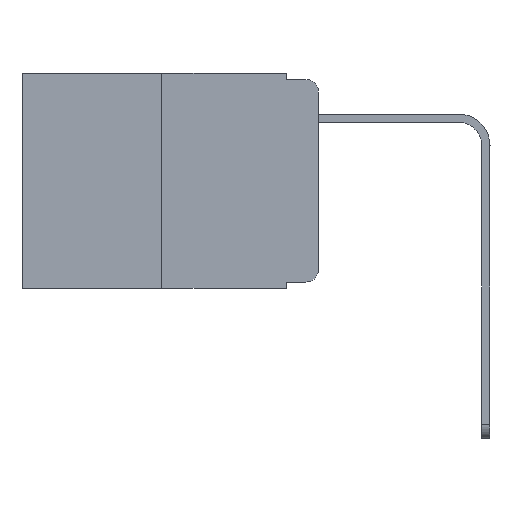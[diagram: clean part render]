
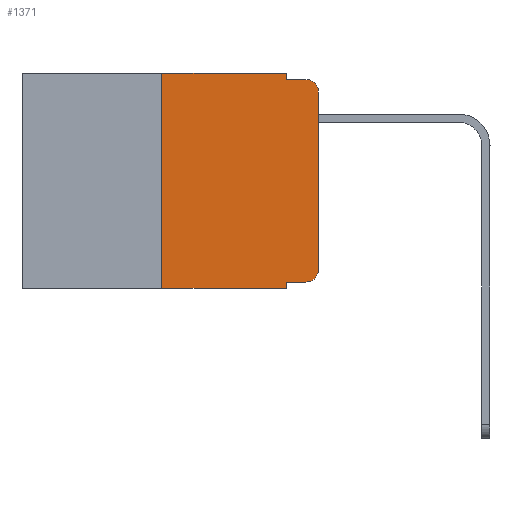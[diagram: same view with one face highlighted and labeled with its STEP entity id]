
A CAD part, left-side view. The second image highlights one B-rep face of the part: STEP entity #1371.
In plain terms, the highlighted planar face has unit normal (-1, 0, 0).
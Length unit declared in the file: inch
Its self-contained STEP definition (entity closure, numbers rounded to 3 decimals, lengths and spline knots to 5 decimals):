
#90 = VERTEX_POINT ( 'NONE', #2934 ) ;
#304 = PLANE ( 'NONE',  #9662 ) ;
#505 = EDGE_CURVE ( 'NONE', #2507, #12063, #4626, .T. ) ;
#579 = EDGE_CURVE ( 'NONE', #12305, #2507, #6565, .T. ) ;
#618 = LINE ( 'NONE', #7657, #5226 ) ;
#698 = ORIENTED_EDGE ( 'NONE', *, *, #12178, .T. ) ;
#775 = VERTEX_POINT ( 'NONE', #9705 ) ;
#1031 = EDGE_CURVE ( 'NONE', #90, #775, #2983, .T. ) ;
#1371 = ADVANCED_FACE ( 'NONE', ( #4458 ), #304, .F. ) ;
#1812 = DIRECTION ( 'NONE',  ( -1., 0., 0. ) ) ;
#2021 = ORIENTED_EDGE ( 'NONE', *, *, #5536, .F. ) ;
#2204 = VERTEX_POINT ( 'NONE', #4143 ) ;
#2283 = VECTOR ( 'NONE', #10528, 39.37008 ) ;
#2507 = VERTEX_POINT ( 'NONE', #10330 ) ;
#2512 = EDGE_LOOP ( 'NONE', ( #4727, #698, #11717, #12136, #5920, #2021, #4581, #4238, #12303, #8264 ) ) ;
#2672 = DIRECTION ( 'NONE',  ( 0., 0., -1. ) ) ;
#2934 = CARTESIAN_POINT ( 'NONE',  ( 0., 0.051, -0.333 ) ) ;
#2983 = LINE ( 'NONE', #9135, #11196 ) ;
#3073 = VERTEX_POINT ( 'NONE', #5257 ) ;
#3283 = DIRECTION ( 'NONE',  ( -1., 0., 0. ) ) ;
#3579 = EDGE_CURVE ( 'NONE', #12063, #11448, #5855, .T. ) ;
#3803 = DIRECTION ( 'NONE',  ( 0., -1., 0. ) ) ;
#3879 = DIRECTION ( 'NONE',  ( 0., 0., 1. ) ) ;
#4054 = CARTESIAN_POINT ( 'NONE',  ( 0., 0.02, -0.03 ) ) ;
#4057 = LINE ( 'NONE', #7964, #7955 ) ;
#4108 = DIRECTION ( 'NONE',  ( 0., 0., -1. ) ) ;
#4143 = CARTESIAN_POINT ( 'NONE',  ( 0., 0.25, -0.343 ) ) ;
#4162 = EDGE_CURVE ( 'NONE', #2204, #775, #8556, .T. ) ;
#4238 = ORIENTED_EDGE ( 'NONE', *, *, #1031, .F. ) ;
#4458 = FACE_OUTER_BOUND ( 'NONE', #2512, .T. ) ;
#4516 = CARTESIAN_POINT ( 'NONE',  ( 0., 0.02, -0.01 ) ) ;
#4581 = ORIENTED_EDGE ( 'NONE', *, *, #4162, .T. ) ;
#4626 = LINE ( 'NONE', #6438, #7329 ) ;
#4727 = ORIENTED_EDGE ( 'NONE', *, *, #8517, .T. ) ;
#5226 = VECTOR ( 'NONE', #11619, 39.37008 ) ;
#5257 = CARTESIAN_POINT ( 'NONE',  ( 0., 0.02, -0.333 ) ) ;
#5311 = DIRECTION ( 'NONE',  ( 0., 0., -1. ) ) ;
#5425 = VERTEX_POINT ( 'NONE', #8745 ) ;
#5536 = EDGE_CURVE ( 'NONE', #2204, #12305, #618, .T. ) ;
#5658 = LINE ( 'NONE', #11440, #8972 ) ;
#5855 = LINE ( 'NONE', #10457, #7663 ) ;
#5920 = ORIENTED_EDGE ( 'NONE', *, *, #579, .F. ) ;
#6206 = AXIS2_PLACEMENT_3D ( 'NONE', #4054, #3283, #9112 ) ;
#6350 = CARTESIAN_POINT ( 'NONE',  ( 0., 0., -0.313 ) ) ;
#6436 = CARTESIAN_POINT ( 'NONE',  ( 0., 0.25, 0. ) ) ;
#6438 = CARTESIAN_POINT ( 'NONE',  ( 0., 0.051, 0. ) ) ;
#6509 = AXIS2_PLACEMENT_3D ( 'NONE', #6587, #1812, #2672 ) ;
#6565 = LINE ( 'NONE', #6631, #11937 ) ;
#6587 = CARTESIAN_POINT ( 'NONE',  ( 0., 0.02, -0.313 ) ) ;
#6631 = CARTESIAN_POINT ( 'NONE',  ( 0., 0.473, 0. ) ) ;
#7329 = VECTOR ( 'NONE', #8495, 39.37008 ) ;
#7430 = EDGE_CURVE ( 'NONE', #90, #3073, #4057, .T. ) ;
#7471 = CIRCLE ( 'NONE', #6509, 0.02 ) ;
#7538 = CIRCLE ( 'NONE', #6206, 0.02 ) ;
#7657 = CARTESIAN_POINT ( 'NONE',  ( 0., 0.25, 0. ) ) ;
#7663 = VECTOR ( 'NONE', #3803, 39.37008 ) ;
#7955 = VECTOR ( 'NONE', #9011, 39.37008 ) ;
#7964 = CARTESIAN_POINT ( 'NONE',  ( 0., 0.051, -0.333 ) ) ;
#8264 = ORIENTED_EDGE ( 'NONE', *, *, #8340, .T. ) ;
#8340 = EDGE_CURVE ( 'NONE', #3073, #9672, #7471, .T. ) ;
#8495 = DIRECTION ( 'NONE',  ( 0., 0., -1. ) ) ;
#8517 = EDGE_CURVE ( 'NONE', #9672, #5425, #5658, .T. ) ;
#8556 = LINE ( 'NONE', #8703, #2283 ) ;
#8703 = CARTESIAN_POINT ( 'NONE',  ( 0., 0.473, -0.343 ) ) ;
#8745 = CARTESIAN_POINT ( 'NONE',  ( 0., 0., -0.03 ) ) ;
#8972 = VECTOR ( 'NONE', #3879, 39.37008 ) ;
#9011 = DIRECTION ( 'NONE',  ( 0., -1., 0. ) ) ;
#9112 = DIRECTION ( 'NONE',  ( 0., 0., -1. ) ) ;
#9135 = CARTESIAN_POINT ( 'NONE',  ( 0., 0.051, 0. ) ) ;
#9662 = AXIS2_PLACEMENT_3D ( 'NONE', #11716, #11638, #4108 ) ;
#9672 = VERTEX_POINT ( 'NONE', #6350 ) ;
#9676 = CARTESIAN_POINT ( 'NONE',  ( 0., 0.051, -0.01 ) ) ;
#9705 = CARTESIAN_POINT ( 'NONE',  ( 0., 0.051, -0.343 ) ) ;
#10330 = CARTESIAN_POINT ( 'NONE',  ( 0., 0.051, 0. ) ) ;
#10457 = CARTESIAN_POINT ( 'NONE',  ( 0., 0.051, -0.01 ) ) ;
#10528 = DIRECTION ( 'NONE',  ( 0., -1., 0. ) ) ;
#10533 = DIRECTION ( 'NONE',  ( 0., -1., 0. ) ) ;
#11196 = VECTOR ( 'NONE', #5311, 39.37008 ) ;
#11440 = CARTESIAN_POINT ( 'NONE',  ( 0., 0., 0. ) ) ;
#11448 = VERTEX_POINT ( 'NONE', #4516 ) ;
#11619 = DIRECTION ( 'NONE',  ( 0., 0., 1. ) ) ;
#11638 = DIRECTION ( 'NONE',  ( 1., 0., 0. ) ) ;
#11716 = CARTESIAN_POINT ( 'NONE',  ( 0., 0.473, 0. ) ) ;
#11717 = ORIENTED_EDGE ( 'NONE', *, *, #3579, .F. ) ;
#11937 = VECTOR ( 'NONE', #10533, 39.37008 ) ;
#12063 = VERTEX_POINT ( 'NONE', #9676 ) ;
#12136 = ORIENTED_EDGE ( 'NONE', *, *, #505, .F. ) ;
#12178 = EDGE_CURVE ( 'NONE', #5425, #11448, #7538, .T. ) ;
#12303 = ORIENTED_EDGE ( 'NONE', *, *, #7430, .T. ) ;
#12305 = VERTEX_POINT ( 'NONE', #6436 ) ;
